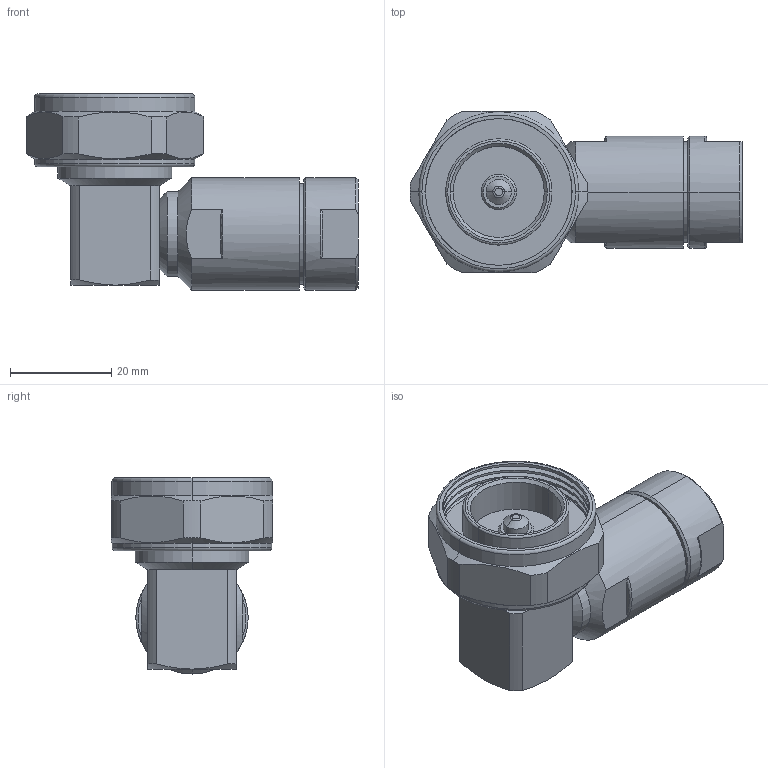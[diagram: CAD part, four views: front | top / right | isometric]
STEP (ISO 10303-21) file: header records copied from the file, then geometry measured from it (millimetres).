
FILE_DESCRIPTION((''),'2;1');
FILE_NAME('PRT0001','2021-09-02T',('1111'),(''),'PRO/ENGINEER BY PARAMETRIC TECHNOLOGY CORPORATION, 2012090','PRO/ENGINEER BY PARAMETRIC TECHNOLOGY CORPORATION, 2012090','');
FILE_SCHEMA(('CONFIG_CONTROL_DESIGN'));
Length unit declared in the file: millimetre
Products named in the file (1): PRT0001
Bounding box: 65.61 x 32 x 38.77 mm (x, y, z)
Volume: 29760.3 mm3; surface area: 9519.2 mm2
Topology: 1 solids, 1 shells, 117 faces, 274 edges, 168 vertices
Faces by surface type: cylinder 40, plane 38, cone 24, torus 12, bspline 3
Entity records: 4582 total; most frequent: CARTESIAN_POINT 1875, DIRECTION 574, ORIENTED_EDGE 548, EDGE_CURVE 274, AXIS2_PLACEMENT_3D 237, VERTEX_POINT 168, EDGE_LOOP 126, CIRCLE 123
